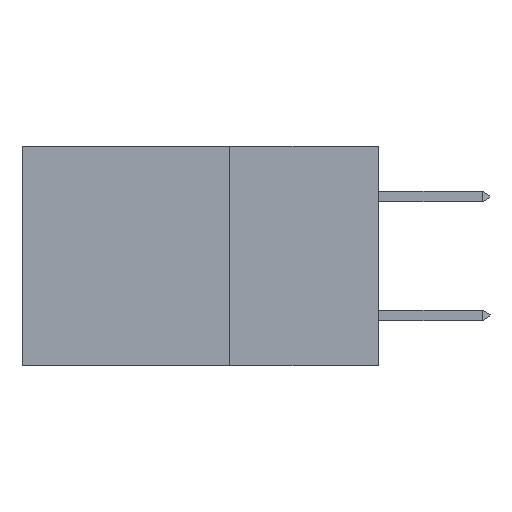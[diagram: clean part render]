
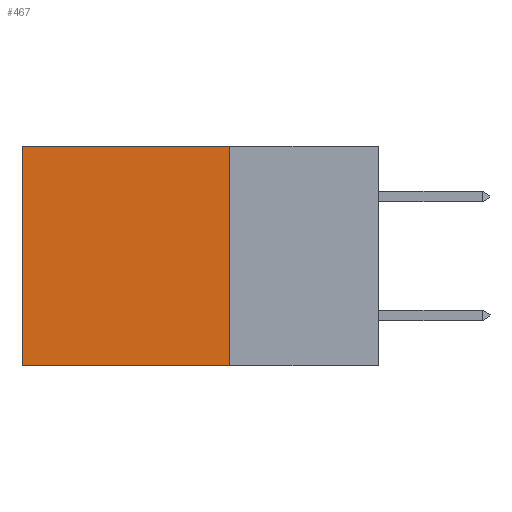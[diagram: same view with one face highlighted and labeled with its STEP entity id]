
A CAD part, left-side view. The second image highlights one B-rep face of the part: STEP entity #467.
In plain terms, the highlighted planar face has unit normal (-1, 0, 0).
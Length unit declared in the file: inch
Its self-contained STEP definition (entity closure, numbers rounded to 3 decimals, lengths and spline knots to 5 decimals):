
#189 = CARTESIAN_POINT ( 'NONE',  ( 0.2615, 0.6, -0.37 ) ) ;
#467 = ADVANCED_FACE ( 'NONE', ( #773 ), #4423, .F. ) ;
#522 = LINE ( 'NONE', #3514, #3317 ) ;
#626 = AXIS2_PLACEMENT_3D ( 'NONE', #2130, #4785, #5111 ) ;
#773 = FACE_OUTER_BOUND ( 'NONE', #6978, .T. ) ;
#1372 = DIRECTION ( 'NONE',  ( 0., 1., 0. ) ) ;
#1835 = ORIENTED_EDGE ( 'NONE', *, *, #4322, .F. ) ;
#2130 = CARTESIAN_POINT ( 'NONE',  ( 0.2615, 0.25, -0.37 ) ) ;
#3269 = ORIENTED_EDGE ( 'NONE', *, *, #11603, .T. ) ;
#3317 = VECTOR ( 'NONE', #3487, 39.37008 ) ;
#3487 = DIRECTION ( 'NONE',  ( 0., 1., 0. ) ) ;
#3514 = CARTESIAN_POINT ( 'NONE',  ( 0.2615, 0.25, 0. ) ) ;
#3590 = VERTEX_POINT ( 'NONE', #7399 ) ;
#3765 = CARTESIAN_POINT ( 'NONE',  ( 0.2615, 0.25, -0.37 ) ) ;
#4322 = EDGE_CURVE ( 'NONE', #3590, #6424, #8188, .T. ) ;
#4423 = PLANE ( 'NONE',  #626 ) ;
#4785 = DIRECTION ( 'NONE',  ( 1., 0., 0. ) ) ;
#5111 = DIRECTION ( 'NONE',  ( 0., 0., -1. ) ) ;
#6424 = VERTEX_POINT ( 'NONE', #12128 ) ;
#6978 = EDGE_LOOP ( 'NONE', ( #3269, #12949, #1835, #13151 ) ) ;
#7399 = CARTESIAN_POINT ( 'NONE',  ( 0.2615, 0.25, 0. ) ) ;
#7733 = VECTOR ( 'NONE', #1372, 39.37008 ) ;
#7791 = CARTESIAN_POINT ( 'NONE',  ( 0.2615, 0.6, 0. ) ) ;
#8188 = LINE ( 'NONE', #13744, #14188 ) ;
#8567 = DIRECTION ( 'NONE',  ( 0., 0., -1. ) ) ;
#8651 = CARTESIAN_POINT ( 'NONE',  ( 0.2615, 0.6, -0.37 ) ) ;
#8973 = EDGE_CURVE ( 'NONE', #6424, #14657, #13062, .T. ) ;
#10714 = VECTOR ( 'NONE', #8567, 39.37008 ) ;
#11603 = EDGE_CURVE ( 'NONE', #11740, #14657, #13919, .T. ) ;
#11740 = VERTEX_POINT ( 'NONE', #7791 ) ;
#12128 = CARTESIAN_POINT ( 'NONE',  ( 0.2615, 0.25, -0.37 ) ) ;
#12377 = EDGE_CURVE ( 'NONE', #3590, #11740, #522, .T. ) ;
#12949 = ORIENTED_EDGE ( 'NONE', *, *, #8973, .F. ) ;
#13062 = LINE ( 'NONE', #3765, #7733 ) ;
#13151 = ORIENTED_EDGE ( 'NONE', *, *, #12377, .T. ) ;
#13223 = DIRECTION ( 'NONE',  ( 0., 0., -1. ) ) ;
#13744 = CARTESIAN_POINT ( 'NONE',  ( 0.2615, 0.25, -0.37 ) ) ;
#13919 = LINE ( 'NONE', #8651, #10714 ) ;
#14188 = VECTOR ( 'NONE', #13223, 39.37008 ) ;
#14657 = VERTEX_POINT ( 'NONE', #189 ) ;
